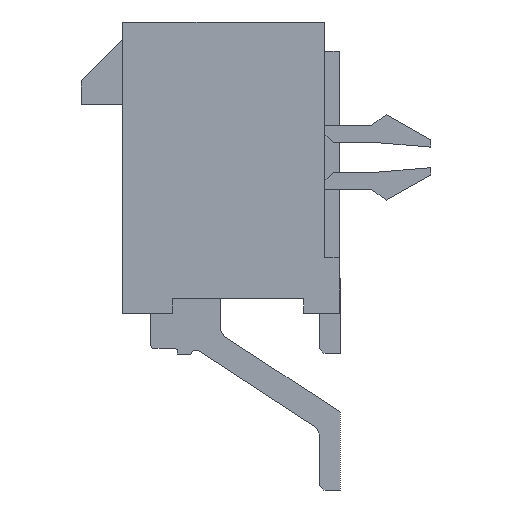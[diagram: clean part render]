
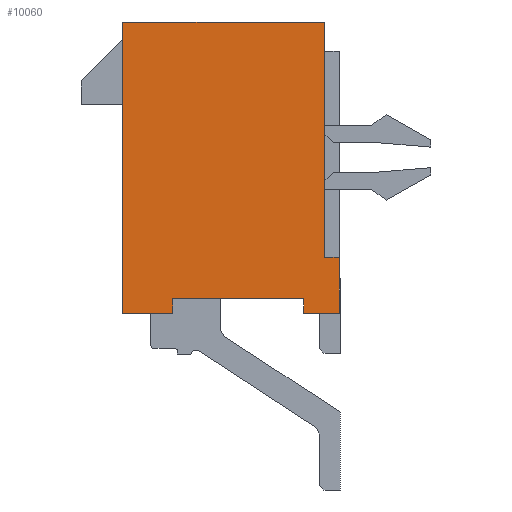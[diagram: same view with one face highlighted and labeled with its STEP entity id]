
A CAD part, front view. The second image highlights one B-rep face of the part: STEP entity #10060.
In plain terms, the highlighted planar face has unit normal (0, -1, 0).
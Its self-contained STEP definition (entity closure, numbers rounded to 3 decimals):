
#1602=ORIENTED_EDGE('',*,*,#4122,.F.);
#1603=ORIENTED_EDGE('',*,*,#4143,.T.);
#1604=ORIENTED_EDGE('',*,*,#3961,.T.);
#1605=ORIENTED_EDGE('',*,*,#4144,.T.);
#1606=ORIENTED_EDGE('',*,*,#4127,.F.);
#1607=ORIENTED_EDGE('',*,*,#4145,.T.);
#1608=ORIENTED_EDGE('',*,*,#4146,.T.);
#1609=ORIENTED_EDGE('',*,*,#3223,.F.);
#1610=ORIENTED_EDGE('',*,*,#3376,.F.);
#1611=ORIENTED_EDGE('',*,*,#4147,.F.);
#3223=EDGE_CURVE('',#4682,#4683,#5652,.T.);
#3376=EDGE_CURVE('',#4822,#4682,#5805,.T.);
#3961=EDGE_CURVE('',#5277,#5276,#6302,.T.);
#4122=EDGE_CURVE('',#5345,#5346,#6463,.T.);
#4127=EDGE_CURVE('',#5349,#5350,#6468,.T.);
#4143=EDGE_CURVE('',#5345,#5277,#6484,.T.);
#4144=EDGE_CURVE('',#5276,#5350,#6485,.T.);
#4145=EDGE_CURVE('',#5349,#5361,#6486,.T.);
#4146=EDGE_CURVE('',#5361,#4683,#6487,.T.);
#4147=EDGE_CURVE('',#5346,#4822,#6488,.T.);
#4682=VERTEX_POINT('',#13687);
#4683=VERTEX_POINT('',#13689);
#4822=VERTEX_POINT('',#13987);
#5276=VERTEX_POINT('',#15138);
#5277=VERTEX_POINT('',#15140);
#5345=VERTEX_POINT('',#15435);
#5346=VERTEX_POINT('',#15437);
#5349=VERTEX_POINT('',#15445);
#5350=VERTEX_POINT('',#15447);
#5361=VERTEX_POINT('',#15479);
#5652=LINE('',#13688,#7007);
#5805=LINE('',#13988,#7160);
#6302=LINE('',#15139,#7657);
#6463=LINE('',#15436,#7818);
#6468=LINE('',#15446,#7823);
#6484=LINE('',#15476,#7839);
#6485=LINE('',#15477,#7840);
#6486=LINE('',#15478,#7841);
#6487=LINE('',#15480,#7842);
#6488=LINE('',#15481,#7843);
#7007=VECTOR('',#11066,1000.);
#7160=VECTOR('',#11233,1000.);
#7657=VECTOR('',#12130,1000.);
#7818=VECTOR('',#12425,1000.);
#7823=VECTOR('',#12432,1000.);
#7839=VECTOR('',#12454,1000.);
#7840=VECTOR('',#12455,1000.);
#7841=VECTOR('',#12456,1000.);
#7842=VECTOR('',#12457,1000.);
#7843=VECTOR('',#12458,1000.);
#8558=EDGE_LOOP('',(#1602,#1603,#1604,#1605,#1606,#1607,#1608,#1609,#1610,
#1611));
#9101=FACE_BOUND('',#8558,.T.);
#9574=PLANE('',#10691);
#10060=ADVANCED_FACE('',(#9101),#9574,.F.);
#10691=AXIS2_PLACEMENT_3D('',#15475,#12452,#12453);
#11066=DIRECTION('',(0.,0.,-1.));
#11233=DIRECTION('',(1.,0.,0.));
#12130=DIRECTION('',(1.,0.,0.));
#12425=DIRECTION('',(-1.,0.,0.));
#12432=DIRECTION('',(-1.,0.,0.));
#12452=DIRECTION('',(0.,1.,0.));
#12453=DIRECTION('',(0.,0.,1.));
#12454=DIRECTION('',(0.,0.,1.));
#12455=DIRECTION('',(0.,0.,-1.));
#12456=DIRECTION('',(0.,0.,1.));
#12457=DIRECTION('',(-1.,0.,0.));
#12458=DIRECTION('',(0.,0.,1.));
#13687=CARTESIAN_POINT('',(3.43,-18.35,4.95));
#13688=CARTESIAN_POINT('',(3.43,-18.35,4.95));
#13689=CARTESIAN_POINT('',(3.43,-18.35,-3.05));
#13987=CARTESIAN_POINT('',(-3.43,-18.35,4.95));
#13988=CARTESIAN_POINT('',(-3.43,-18.35,4.95));
#15138=CARTESIAN_POINT('',(2.73,-18.35,-4.45));
#15139=CARTESIAN_POINT('',(-2.73,-18.35,-4.45));
#15140=CARTESIAN_POINT('',(-1.73,-18.35,-4.45));
#15435=CARTESIAN_POINT('',(-1.73,-18.35,-4.95));
#15436=CARTESIAN_POINT('',(3.43,-18.35,-4.95));
#15437=CARTESIAN_POINT('',(-3.43,-18.35,-4.95));
#15445=CARTESIAN_POINT('',(3.93,-18.35,-4.95));
#15446=CARTESIAN_POINT('',(3.43,-18.35,-4.95));
#15447=CARTESIAN_POINT('',(2.73,-18.35,-4.95));
#15475=CARTESIAN_POINT('',(0.,-18.35,0.));
#15476=CARTESIAN_POINT('',(-1.73,-18.35,-4.95));
#15477=CARTESIAN_POINT('',(2.73,-18.35,-4.45));
#15478=CARTESIAN_POINT('',(3.93,-18.35,-4.95));
#15479=CARTESIAN_POINT('',(3.93,-18.35,-3.05));
#15480=CARTESIAN_POINT('',(3.93,-18.35,-3.05));
#15481=CARTESIAN_POINT('',(-3.43,-18.35,-4.95));
